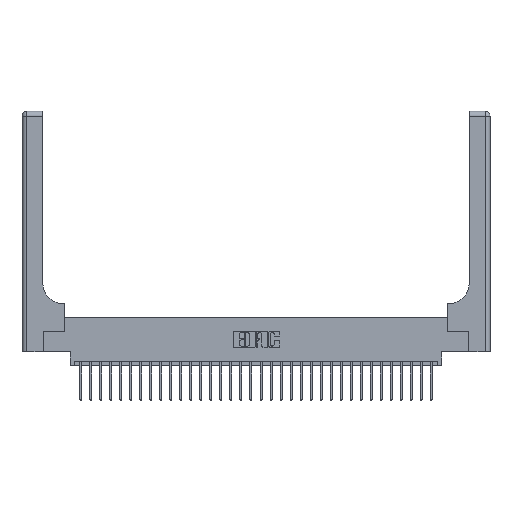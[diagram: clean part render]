
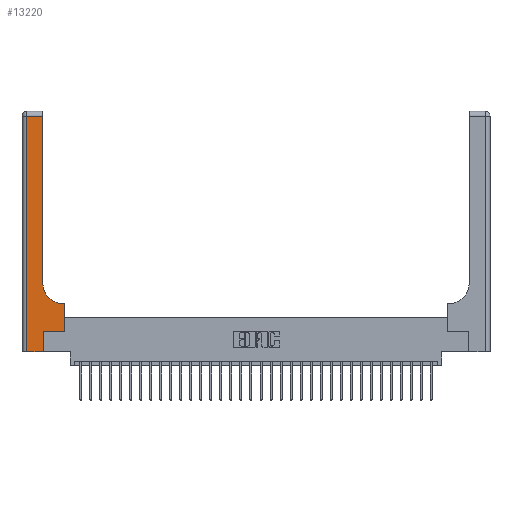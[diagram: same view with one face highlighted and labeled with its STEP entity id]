
A CAD part, top view. The second image highlights one B-rep face of the part: STEP entity #13220.
In plain terms, the highlighted planar face has unit normal (0, 0, 1).
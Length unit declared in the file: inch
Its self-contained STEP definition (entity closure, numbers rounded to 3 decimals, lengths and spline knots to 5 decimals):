
#454 = CIRCLE ( 'NONE', #25342, 0.25 ) ;
#1095 = ORIENTED_EDGE ( 'NONE', *, *, #26548, .T. ) ;
#1305 = VERTEX_POINT ( 'NONE', #27004 ) ;
#1475 = CARTESIAN_POINT ( 'NONE',  ( 0.06, 0., 0.37 ) ) ;
#2172 = ORIENTED_EDGE ( 'NONE', *, *, #7507, .T. ) ;
#2184 = DIRECTION ( 'NONE',  ( 0., 1., 0. ) ) ;
#2980 = LINE ( 'NONE', #18145, #15221 ) ;
#3303 = VERTEX_POINT ( 'NONE', #24961 ) ;
#3534 = VERTEX_POINT ( 'NONE', #7428 ) ;
#3669 = VECTOR ( 'NONE', #8522, 39.37008 ) ;
#3944 = VERTEX_POINT ( 'NONE', #6478 ) ;
#4472 = CARTESIAN_POINT ( 'NONE',  ( 0.528, 0.25, 0.37 ) ) ;
#4879 = CARTESIAN_POINT ( 'NONE',  ( 0.51, 0.6, 0.37 ) ) ;
#5268 = EDGE_CURVE ( 'NONE', #23816, #12076, #27744, .T. ) ;
#5554 = EDGE_CURVE ( 'NONE', #1305, #27558, #2980, .T. ) ;
#5762 = ORIENTED_EDGE ( 'NONE', *, *, #16583, .T. ) ;
#6478 = CARTESIAN_POINT ( 'NONE',  ( 0.06, 2.94, 0.37 ) ) ;
#6609 = VECTOR ( 'NONE', #2184, 39.37008 ) ;
#6710 = VERTEX_POINT ( 'NONE', #1475 ) ;
#6829 = LINE ( 'NONE', #7711, #12994 ) ;
#7070 = AXIS2_PLACEMENT_3D ( 'NONE', #14087, #9576, #25571 ) ;
#7115 = EDGE_CURVE ( 'NONE', #3534, #3944, #13710, .T. ) ;
#7147 = EDGE_CURVE ( 'NONE', #27431, #1305, #6829, .T. ) ;
#7428 = CARTESIAN_POINT ( 'NONE',  ( 0.26, 2.94, 0.37 ) ) ;
#7507 = EDGE_CURVE ( 'NONE', #27558, #23816, #21182, .T. ) ;
#7711 = CARTESIAN_POINT ( 'NONE',  ( 0.265, 0., 0.37 ) ) ;
#7853 = CARTESIAN_POINT ( 'NONE',  ( 0.51, 0.85, 0.37 ) ) ;
#8435 = ORIENTED_EDGE ( 'NONE', *, *, #5554, .T. ) ;
#8522 = DIRECTION ( 'NONE',  ( 1., 0., 0. ) ) ;
#8608 = ORIENTED_EDGE ( 'NONE', *, *, #11255, .T. ) ;
#8995 = VECTOR ( 'NONE', #22716, 39.37008 ) ;
#9494 = VECTOR ( 'NONE', #12768, 39.37008 ) ;
#9576 = DIRECTION ( 'NONE',  ( 0., 0., -1. ) ) ;
#10202 = DIRECTION ( 'NONE',  ( 1., 0., 0. ) ) ;
#11255 = EDGE_CURVE ( 'NONE', #3303, #3534, #13502, .T. ) ;
#11299 = CARTESIAN_POINT ( 'NONE',  ( 0.26, 3., 0.37 ) ) ;
#11426 = ORIENTED_EDGE ( 'NONE', *, *, #7115, .T. ) ;
#11541 = CARTESIAN_POINT ( 'NONE',  ( 0.06, 3., 0.37 ) ) ;
#12076 = VERTEX_POINT ( 'NONE', #4879 ) ;
#12293 = DIRECTION ( 'NONE',  ( 0., 1., 0. ) ) ;
#12768 = DIRECTION ( 'NONE',  ( -1., 0., 0. ) ) ;
#12994 = VECTOR ( 'NONE', #12293, 39.37008 ) ;
#13220 = ADVANCED_FACE ( 'NONE', ( #18023 ), #18679, .F. ) ;
#13502 = LINE ( 'NONE', #11299, #6609 ) ;
#13533 = EDGE_CURVE ( 'NONE', #6710, #27431, #28037, .T. ) ;
#13710 = LINE ( 'NONE', #19059, #25130 ) ;
#13804 = LINE ( 'NONE', #11541, #25221 ) ;
#13824 = DIRECTION ( 'NONE',  ( 0., -1., 0. ) ) ;
#14087 = CARTESIAN_POINT ( 'NONE',  ( 0., 3., 0.37 ) ) ;
#15221 = VECTOR ( 'NONE', #22720, 39.37008 ) ;
#15652 = CARTESIAN_POINT ( 'NONE',  ( 0.265, 0., 0.37 ) ) ;
#16583 = EDGE_CURVE ( 'NONE', #3944, #6710, #13804, .T. ) ;
#17648 = CARTESIAN_POINT ( 'NONE',  ( 0., 0., 0.37 ) ) ;
#18023 = FACE_OUTER_BOUND ( 'NONE', #21282, .T. ) ;
#18145 = CARTESIAN_POINT ( 'NONE',  ( 0.265, 0.25, 0.37 ) ) ;
#18679 = PLANE ( 'NONE',  #7070 ) ;
#19059 = CARTESIAN_POINT ( 'NONE',  ( 0., 2.94, 0.37 ) ) ;
#19686 = ORIENTED_EDGE ( 'NONE', *, *, #5268, .T. ) ;
#21182 = LINE ( 'NONE', #29569, #8995 ) ;
#21282 = EDGE_LOOP ( 'NONE', ( #8608, #11426, #5762, #27489, #23111, #8435, #2172, #19686, #1095 ) ) ;
#21349 = DIRECTION ( 'NONE',  ( -1., 0., 0. ) ) ;
#22716 = DIRECTION ( 'NONE',  ( 0., 1., 0. ) ) ;
#22720 = DIRECTION ( 'NONE',  ( 1., 0., 0. ) ) ;
#23111 = ORIENTED_EDGE ( 'NONE', *, *, #7147, .T. ) ;
#23816 = VERTEX_POINT ( 'NONE', #27393 ) ;
#23877 = DIRECTION ( 'NONE',  ( 0., 0., -1. ) ) ;
#24120 = CARTESIAN_POINT ( 'NONE',  ( 0.26, 0.6, 0.37 ) ) ;
#24961 = CARTESIAN_POINT ( 'NONE',  ( 0.26, 0.85, 0.37 ) ) ;
#25130 = VECTOR ( 'NONE', #21349, 39.37008 ) ;
#25221 = VECTOR ( 'NONE', #13824, 39.37008 ) ;
#25342 = AXIS2_PLACEMENT_3D ( 'NONE', #7853, #23877, #10202 ) ;
#25571 = DIRECTION ( 'NONE',  ( -1., 0., 0. ) ) ;
#26548 = EDGE_CURVE ( 'NONE', #12076, #3303, #454, .T. ) ;
#27004 = CARTESIAN_POINT ( 'NONE',  ( 0.265, 0.25, 0.37 ) ) ;
#27393 = CARTESIAN_POINT ( 'NONE',  ( 0.528, 0.6, 0.37 ) ) ;
#27431 = VERTEX_POINT ( 'NONE', #15652 ) ;
#27489 = ORIENTED_EDGE ( 'NONE', *, *, #13533, .T. ) ;
#27558 = VERTEX_POINT ( 'NONE', #4472 ) ;
#27744 = LINE ( 'NONE', #24120, #9494 ) ;
#28037 = LINE ( 'NONE', #17648, #3669 ) ;
#29569 = CARTESIAN_POINT ( 'NONE',  ( 0.528, 0.25, 0.37 ) ) ;
